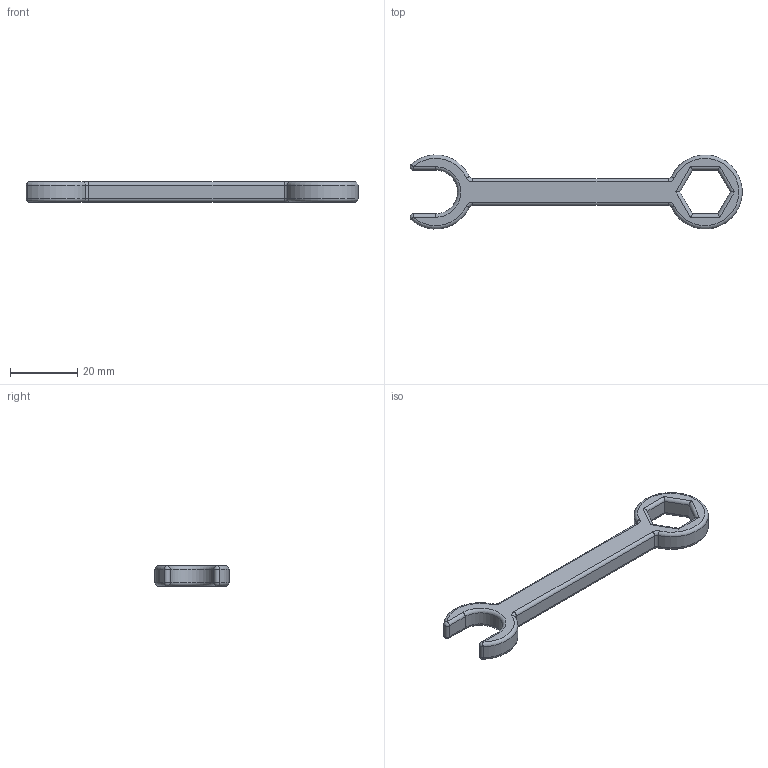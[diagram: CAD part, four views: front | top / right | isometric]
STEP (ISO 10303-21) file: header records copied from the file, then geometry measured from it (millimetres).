
FILE_DESCRIPTION(('FreeCAD Model'),'2;1');
FILE_NAME('Open CASCADE Shape Model','2025-08-23T18:35:16',('Author'),( ''),'Open CASCADE STEP processor 7.8','FreeCAD','Unknown');
FILE_SCHEMA(('AUTOMOTIVE_DESIGN { 1 0 10303 214 1 1 1 1 }'));
Length unit declared in the file: millimetre
Products named in the file (1): Body
Bounding box: 98.57 x 21.98 x 6 mm (x, y, z)
Volume: 5144.3 mm3; surface area: 3327.3 mm2
Topology: 1 solids, 1 shells, 62 faces, 140 edges, 76 vertices
Faces by surface type: cylinder 30, torus 16, plane 12, sphere 4
Entity records: 1710 total; most frequent: DIRECTION 338, CARTESIAN_POINT 275, ORIENTED_EDGE 272, AXIS2_PLACEMENT_3D 139, EDGE_CURVE 136, VERTEX_POINT 76, FACE_BOUND 64, EDGE_LOOP 64
